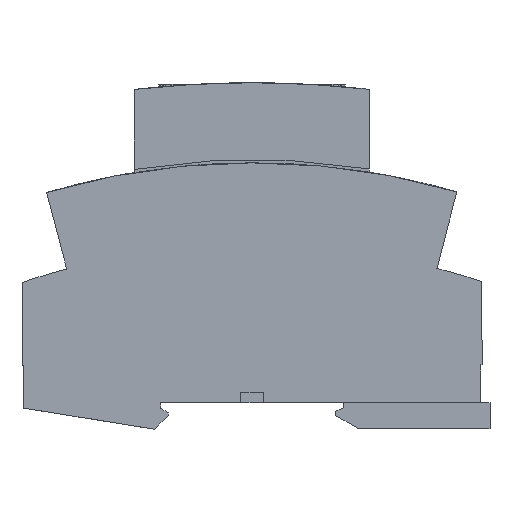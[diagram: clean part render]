
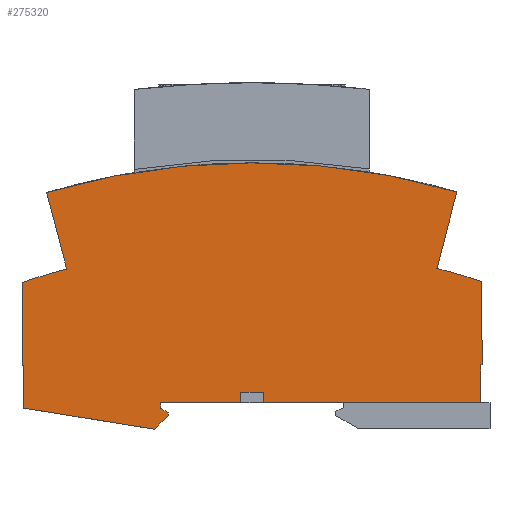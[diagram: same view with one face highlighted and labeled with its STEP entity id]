
A CAD part, left-side view. The second image highlights one B-rep face of the part: STEP entity #275320.
In plain terms, the highlighted face is planar.
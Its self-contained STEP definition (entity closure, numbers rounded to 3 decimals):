
#3450=CARTESIAN_POINT('',(0.,0.,0.));
#3460=VERTEX_POINT('',#3450);
#3490=CARTESIAN_POINT('',(-17.5,0.,0.));
#3500=DIRECTION('',(-1.,0.,0.));
#3510=VECTOR('',#3500,1.);
#3520=LINE('',#3490,#3510);
#3530=CARTESIAN_POINT('',(-15.308,0.,0.));
#3540=VERTEX_POINT('',#3530);
#3550=EDGE_CURVE('',#3460,#3540,#3520,.T.);
#3680=CARTESIAN_POINT('',(-19.704,0.,0.));
#3690=VERTEX_POINT('',#3680);
#3720=CARTESIAN_POINT('',(-17.5,0.,0.));
#3730=DIRECTION('',(-1.,0.,0.));
#3740=VECTOR('',#3730,1.);
#3750=LINE('',#3720,#3740);
#3760=CARTESIAN_POINT('',(-61.208,0.,0.));
#3770=VERTEX_POINT('',#3760);
#3780=EDGE_CURVE('',#3690,#3770,#3750,.T.);
#7810=CARTESIAN_POINT('',(26.19,-1.053,0.));
#7820=VERTEX_POINT('',#7810);
#7850=CARTESIAN_POINT('',(-17.5,-8.128,0.));
#7860=DIRECTION('',(-0.987,-0.16,0.));
#7870=VECTOR('',#7860,1.);
#7880=LINE('',#7850,#7870);
#7890=CARTESIAN_POINT('',(1.144,-5.109,0.));
#7900=VERTEX_POINT('',#7890);
#7910=EDGE_CURVE('',#7820,#7900,#7880,.T.);
#14030=CARTESIAN_POINT('',(-17.5,7.124,0.));
#14040=DIRECTION('',(-1.,0.002,0.));
#14050=VECTOR('',#14040,1.);
#14060=LINE('',#14030,#14050);
#14070=CARTESIAN_POINT('',(26.496,7.047,0.));
#14080=VERTEX_POINT('',#14070);
#14090=CARTESIAN_POINT('',(26.205,7.047,0.));
#14100=VERTEX_POINT('',#14090);
#14110=EDGE_CURVE('',#14080,#14100,#14060,.T.);
#14510=CARTESIAN_POINT('',(26.234,23.91,0.));
#14520=DIRECTION('',(0.002,1.,0.));
#14530=VECTOR('',#14520,1.);
#14540=LINE('',#14510,#14530);
#14550=EDGE_CURVE('',#7820,#14100,#14540,.T.);
#39990=CARTESIAN_POINT('',(-52.863,25.653,0.));
#40000=VERTEX_POINT('',#39990);
#40050=CARTESIAN_POINT('',(-52.411,23.91,
0.));
#40060=DIRECTION('',(0.251,-0.968,0.));
#40070=VECTOR('',#40060,1.);
#40080=LINE('',#40050,#40070);
#40090=CARTESIAN_POINT('',(-56.665,40.304,
0.));
#40100=VERTEX_POINT('',#40090);
#40110=EDGE_CURVE('',#40100,#40000,#40080,.T.);
#40520=CARTESIAN_POINT('',(-17.672,-94.156,0.));
#40530=DIRECTION('',(0.,0.,-1.));
#40540=DIRECTION('',(-1.,0.002,
0.));
#40550=AXIS2_PLACEMENT_3D('',#40520,#40530,#40540);
#40560=CIRCLE('',#40550,140.);
#40570=CARTESIAN_POINT('',(21.79,40.167,0.));
#40580=VERTEX_POINT('',#40570);
#40590=EDGE_CURVE('',#40100,#40580,#40560,.T.);
#42140=CARTESIAN_POINT('',(-17.7,-109.86,0.));
#42150=DIRECTION('',(0.,0.,-1.));
#42160=DIRECTION('',(-1.,0.002,
0.));
#42170=AXIS2_PLACEMENT_3D('',#42140,#42150,#42160);
#42180=CIRCLE('',#42170,140.);
#42190=CARTESIAN_POINT('',(-61.431,23.135,0.));
#42200=VERTEX_POINT('',#42190);
#42210=EDGE_CURVE('',#42200,#40000,#42180,.T.);
#48610=CARTESIAN_POINT('',(-61.166,23.91,0.));
#48620=DIRECTION('',(-0.002,-1.,0.));
#48630=VECTOR('',#48620,1.);
#48640=LINE('',#48610,#48630);
#48650=CARTESIAN_POINT('',(-61.195,7.2,0.));
#48660=VERTEX_POINT('',#48650);
#48670=EDGE_CURVE('',#48660,#3770,#48640,.T.);
#103870=CARTESIAN_POINT('',(17.937,25.529,0.));
#103880=VERTEX_POINT('',#103870);
#103910=CARTESIAN_POINT('',(-17.7,-109.86,0.));
#103920=DIRECTION('',(0.,0.,1.));
#103930=DIRECTION('',(1.,-0.002,
0.));
#103940=AXIS2_PLACEMENT_3D('',#103910,#103920,#103930);
#103950=CIRCLE('',#103940,140.);
#103960=CARTESIAN_POINT('',(26.496,22.982,0.));
#103970=VERTEX_POINT('',#103960);
#103980=EDGE_CURVE('',#103970,#103880,#103950,.T.);
#104230=CARTESIAN_POINT('',(26.496,8.,
0.));
#104240=DIRECTION('',(0.,-1.,0.));
#104250=VECTOR('',#104240,1.);
#104260=LINE('',#104230,#104250);
#104270=EDGE_CURVE('',#103970,#14080,#104260,.T.);
#174310=CARTESIAN_POINT('',(17.511,23.91,0.));
#174320=DIRECTION('',(-0.255,-0.967,0.));
#174330=VECTOR('',#174320,1.);
#174340=LINE('',#174310,#174330);
#174350=EDGE_CURVE('',#40580,#103880,#174340,.T.);
#174860=CARTESIAN_POINT('',(-17.5,7.124,0.));
#174870=DIRECTION('',(1.,-0.002,0.));
#174880=VECTOR('',#174870,1.);
#174890=LINE('',#174860,#174880);
#174900=CARTESIAN_POINT('',(-61.486,7.201,0.));
#174910=VERTEX_POINT('',#174900);
#174920=EDGE_CURVE('',#174910,#48660,#174890,.T.);
#175080=CARTESIAN_POINT('',(-61.484,8.,
0.));
#175090=DIRECTION('',(-0.003,-1.,0.));
#175100=VECTOR('',#175090,1.);
#175110=LINE('',#175080,#175100);
#175120=EDGE_CURVE('',#42200,#174910,#175110,.T.);
#268350=CARTESIAN_POINT('',(-58.213,54.456,
0.));
#268360=DIRECTION('',(0.706,-0.708,
0.));
#268370=VECTOR('',#268360,1.);
#268380=LINE('',#268350,#268370);
#268390=CARTESIAN_POINT('',(-1.495,-2.46,0.));
#268400=VERTEX_POINT('',#268390);
#268410=EDGE_CURVE('',#268400,#7900,#268380,.T.);
#268660=CARTESIAN_POINT('',(-1.486,2.996,
0.));
#268670=DIRECTION('',(0.002,1.,
0.));
#268680=VECTOR('',#268670,1.);
#268690=LINE('',#268660,#268680);
#268700=CARTESIAN_POINT('',(-1.494,-1.96,0.));
#268710=VERTEX_POINT('',#268700);
#268720=EDGE_CURVE('',#268400,#268710,#268690,.T.);
#268970=CARTESIAN_POINT('',(-17.5,-11.164,0.));
#268980=DIRECTION('',(0.867,0.498,0.));
#268990=VECTOR('',#268980,1.);
#269000=LINE('',#268970,#268990);
#269010=CARTESIAN_POINT('',(0.,-1.101,0.));
#269020=VERTEX_POINT('',#269010);
#269030=EDGE_CURVE('',#268710,#269020,#269000,.T.);
#269280=CARTESIAN_POINT('',(0.,23.91,0.));
#269290=DIRECTION('',(0.,-1.,0.));
#269300=VECTOR('',#269290,1.);
#269310=LINE('',#269280,#269300);
#269320=EDGE_CURVE('',#3460,#269020,#269310,.T.);
#269560=CARTESIAN_POINT('',(-15.308,2.,0.));
#269570=VERTEX_POINT('',#269560);
#269620=CARTESIAN_POINT('',(-15.308,23.91,0.));
#269630=DIRECTION('',(0.,-1.,0.));
#269640=VECTOR('',#269630,1.);
#269650=LINE('',#269620,#269640);
#269660=EDGE_CURVE('',#269570,#3540,#269650,.T.);
#269850=CARTESIAN_POINT('',(-68.477,2.,
0.));
#269860=DIRECTION('',(-1.,0.,0.));
#269870=VECTOR('',#269860,1.);
#269880=LINE('',#269850,#269870);
#269890=CARTESIAN_POINT('',(-19.704,2.,0.));
#269900=VERTEX_POINT('',#269890);
#269910=EDGE_CURVE('',#269570,#269900,#269880,.T.);
#270160=CARTESIAN_POINT('',(-19.704,23.91,0.));
#270170=DIRECTION('',(0.,1.,0.));
#270180=VECTOR('',#270170,1.);
#270190=LINE('',#270160,#270180);
#270200=EDGE_CURVE('',#3690,#269900,#270190,.T.);
#275040=CARTESIAN_POINT('',(-17.5,23.91,0.));
#275050=DIRECTION('',(0.,0.,1.));
#275060=DIRECTION('',(1.,0.,0.));
#275070=AXIS2_PLACEMENT_3D('',#275040,#275050,#275060);
#275080=PLANE('',#275070);
#275090=ORIENTED_EDGE('',*,*,#40110,.F.);
#275100=ORIENTED_EDGE('',*,*,#42210,.T.);
#275110=ORIENTED_EDGE('',*,*,#175120,.F.);
#275120=ORIENTED_EDGE('',*,*,#174920,.F.);
#275130=ORIENTED_EDGE('',*,*,#48670,.F.);
#275140=ORIENTED_EDGE('',*,*,#3780,.T.);
#275150=ORIENTED_EDGE('',*,*,#270200,.F.);
#275160=ORIENTED_EDGE('',*,*,#269910,.T.);
#275170=ORIENTED_EDGE('',*,*,#269660,.F.);
#275180=ORIENTED_EDGE('',*,*,#3550,.T.);
#275190=ORIENTED_EDGE('',*,*,#269320,.F.);
#275200=ORIENTED_EDGE('',*,*,#269030,.T.);
#275210=ORIENTED_EDGE('',*,*,#268720,.T.);
#275220=ORIENTED_EDGE('',*,*,#268410,.F.);
#275230=ORIENTED_EDGE('',*,*,#7910,.T.);
#275240=ORIENTED_EDGE('',*,*,#14550,.F.);
#275250=ORIENTED_EDGE('',*,*,#14110,.T.);
#275260=ORIENTED_EDGE('',*,*,#104270,.T.);
#275270=ORIENTED_EDGE('',*,*,#103980,.F.);
#275280=ORIENTED_EDGE('',*,*,#174350,.T.);
#275290=ORIENTED_EDGE('',*,*,#40590,.T.);
#275300=EDGE_LOOP('',(#275290,#275280,#275270,#275260,#275250,#275240,
#275230,#275220,#275210,#275200,#275190,#275180,#275170,#275160,#275150,
#275140,#275130,#275120,#275110,#275100,#275090));
#275310=FACE_OUTER_BOUND('',#275300,.T.);
#275320=ADVANCED_FACE('',(#275310),#275080,.F.);
